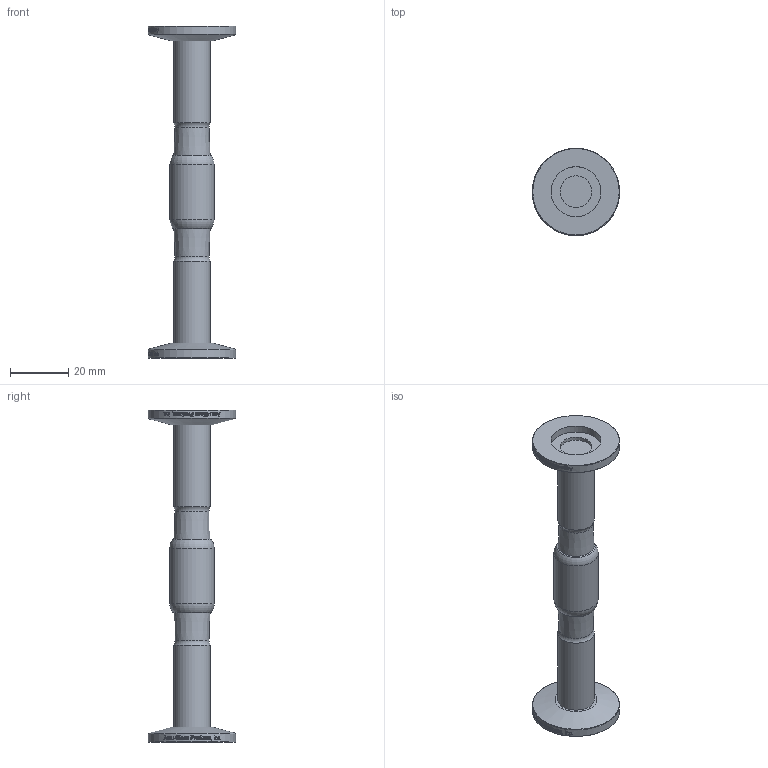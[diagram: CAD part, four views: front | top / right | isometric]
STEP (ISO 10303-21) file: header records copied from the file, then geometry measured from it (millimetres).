
FILE_DESCRIPTION(/* description */ ('Alibre Inc.'),/* implementation_level */ '2;1');
FILE_NAME(/* name */ 'export-3AB7DC76-7631-4081-A5DB-9589A2E1738D',/* time_stamp */ '2023-05-02T15:23:24-07:00',/* author */ (''),/* organization */ (''),/* preprocessor_version */ 'ST-DEVELOPER v17',/* originating_system */ 'Alibre',/* authorisation */ '');
FILE_SCHEMA (('CONFIG_CONTROL_DESIGN'));
Length unit declared in the file: inch
Bounding box: 30 x 30 x 114.22 mm (x, y, z)
Volume: 18735.7 mm3; surface area: 7861.4 mm2
Topology: 1 solids, 1 shells, 763 faces, 2093 edges, 1394 vertices
Faces by surface type: bspline 456, plane 228, cylinder 65, cone 8, torus 6
Full cylindrical faces by diameter (mm): 10.922 x2, 12.7 x2, 15.24 x1, 17.2 x2, 30 x2
Entity records: 34989 total; most frequent: CARTESIAN_POINT 18835, ORIENTED_EDGE 4124, EDGE_CURVE 2062, DIRECTION 1772, VERTEX_POINT 1386, B_SPLINE_CURVE_WITH_KNOTS 918, VECTOR 876, LINE 876
